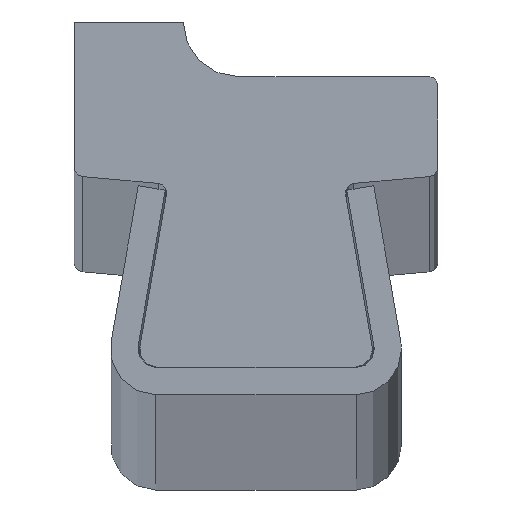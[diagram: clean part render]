
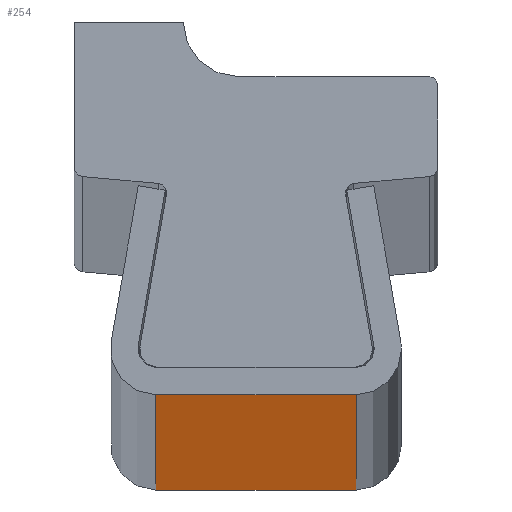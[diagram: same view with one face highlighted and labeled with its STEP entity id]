
A CAD part, top view. The second image highlights one B-rep face of the part: STEP entity #254.
In plain terms, the highlighted planar face has unit normal (0, -1, 0).
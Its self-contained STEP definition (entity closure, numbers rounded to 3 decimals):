
#6 = DIRECTION ( 'NONE',  ( 1., 0., 0. ) ) ;
#35 = DIRECTION ( 'NONE',  ( 0., 0., 1. ) ) ;
#138 = VERTEX_POINT ( 'NONE', #1226 ) ;
#154 = CARTESIAN_POINT ( 'NONE',  ( 5.5, -4.324, -3000. ) ) ;
#184 = EDGE_CURVE ( 'NONE', #1208, #909, #326, .T. ) ;
#220 = VECTOR ( 'NONE', #1674, 1000. ) ;
#230 = EDGE_LOOP ( 'NONE', ( #1405, #1600, #1494, #1450 ) ) ;
#254 = ADVANCED_FACE ( 'NONE', ( #1058 ), #1480, .T. ) ;
#257 = DIRECTION ( 'NONE',  ( 1., 0., 0. ) ) ;
#274 = AXIS2_PLACEMENT_3D ( 'NONE', #654, #793, #802 ) ;
#326 = LINE ( 'NONE', #1116, #1113 ) ;
#381 = VECTOR ( 'NONE', #257, 1000. ) ;
#387 = LINE ( 'NONE', #645, #1715 ) ;
#437 = EDGE_CURVE ( 'NONE', #1208, #644, #929, .T. ) ;
#452 = CARTESIAN_POINT ( 'NONE',  ( -5.5, -4.324, -3000. ) ) ;
#644 = VERTEX_POINT ( 'NONE', #1205 ) ;
#645 = CARTESIAN_POINT ( 'NONE',  ( -5.5, -4.324, 0. ) ) ;
#654 = CARTESIAN_POINT ( 'NONE',  ( -5.5, -4.324, -3000. ) ) ;
#793 = DIRECTION ( 'NONE',  ( 0., -1., 0. ) ) ;
#802 = DIRECTION ( 'NONE',  ( 0., 0., -1. ) ) ;
#909 = VERTEX_POINT ( 'NONE', #1736 ) ;
#929 = LINE ( 'NONE', #1620, #381 ) ;
#1058 = FACE_OUTER_BOUND ( 'NONE', #230, .T. ) ;
#1113 = VECTOR ( 'NONE', #35, 1000. ) ;
#1116 = CARTESIAN_POINT ( 'NONE',  ( -5.5, -4.324, -3000. ) ) ;
#1175 = EDGE_CURVE ( 'NONE', #644, #138, #1379, .T. ) ;
#1205 = CARTESIAN_POINT ( 'NONE',  ( 5.5, -4.324, -3000. ) ) ;
#1208 = VERTEX_POINT ( 'NONE', #452 ) ;
#1226 = CARTESIAN_POINT ( 'NONE',  ( 5.5, -4.324, 0. ) ) ;
#1312 = EDGE_CURVE ( 'NONE', #909, #138, #387, .T. ) ;
#1379 = LINE ( 'NONE', #154, #220 ) ;
#1405 = ORIENTED_EDGE ( 'NONE', *, *, #1312, .F. ) ;
#1450 = ORIENTED_EDGE ( 'NONE', *, *, #1175, .T. ) ;
#1480 = PLANE ( 'NONE',  #274 ) ;
#1494 = ORIENTED_EDGE ( 'NONE', *, *, #437, .T. ) ;
#1600 = ORIENTED_EDGE ( 'NONE', *, *, #184, .F. ) ;
#1620 = CARTESIAN_POINT ( 'NONE',  ( -5.5, -4.324, -3000. ) ) ;
#1674 = DIRECTION ( 'NONE',  ( 0., 0., 1. ) ) ;
#1715 = VECTOR ( 'NONE', #6, 1000. ) ;
#1736 = CARTESIAN_POINT ( 'NONE',  ( -5.5, -4.324, 0. ) ) ;
